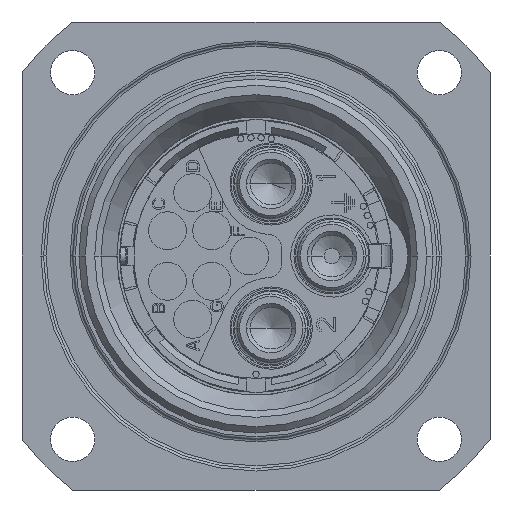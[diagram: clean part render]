
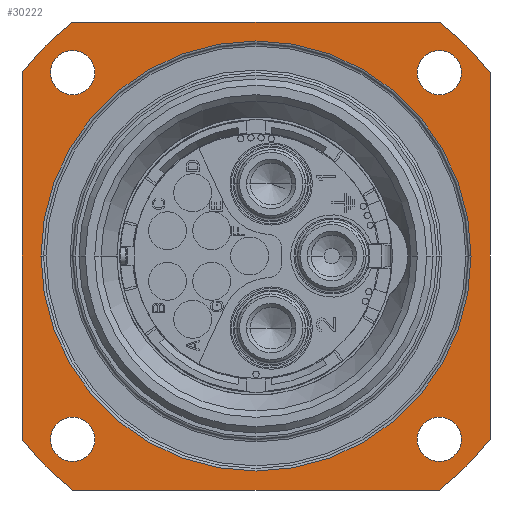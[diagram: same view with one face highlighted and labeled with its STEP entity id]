
A CAD part, left-side view. The second image highlights one B-rep face of the part: STEP entity #30222.
In plain terms, the highlighted planar face has unit normal (-1, 0, 0).
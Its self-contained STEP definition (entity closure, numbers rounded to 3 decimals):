
#2243=CARTESIAN_POINT('',(5.,0.,0.));
#2244=DIRECTION('',(1.,0.,0.));
#2245=DIRECTION('',(0.,1.,0.));
#2246=AXIS2_PLACEMENT_3D('',#2243,#2244,#2245);
#2258=DIRECTION('',(0.,0.,-1.));
#2259=VECTOR('',#2258,28.983);
#2260=CARTESIAN_POINT('',(5.,18.5,14.491));
#2261=LINE('2771',#2260,#2259);
#2262=CARTESIAN_POINT('',(5.,0.,0.));
#2263=DIRECTION('',(1.,0.,0.));
#2264=DIRECTION('',(0.,0.787,0.617));
#2265=AXIS2_PLACEMENT_3D('',#2262,#2263,#2264);
#2267=DIRECTION('',(0.,1.,0.));
#2268=VECTOR('',#2267,28.983);
#2269=CARTESIAN_POINT('',(5.,-14.491,18.5));
#2270=LINE('2774',#2269,#2268);
#2271=CARTESIAN_POINT('',(5.,0.,0.));
#2272=DIRECTION('',(1.,0.,0.));
#2273=DIRECTION('',(0.,-0.617,0.787));
#2274=AXIS2_PLACEMENT_3D('',#2271,#2272,#2273);
#2276=DIRECTION('',(0.,0.,1.));
#2277=VECTOR('',#2276,28.983);
#2278=CARTESIAN_POINT('',(5.,-18.5,-14.491));
#2279=LINE('2773',#2278,#2277);
#2280=CARTESIAN_POINT('',(5.,0.,0.));
#2281=DIRECTION('',(-1.,0.,0.));
#2282=DIRECTION('',(0.,-0.617,-0.787));
#2283=AXIS2_PLACEMENT_3D('',#2280,#2281,#2282);
#2285=DIRECTION('',(0.,-1.,0.));
#2286=VECTOR('',#2285,28.983);
#2287=CARTESIAN_POINT('',(5.,14.491,-18.5));
#2288=LINE('2772',#2287,#2286);
#2289=CARTESIAN_POINT('',(5.,0.,0.));
#2290=DIRECTION('',(-1.,0.,0.));
#2291=DIRECTION('',(0.,0.787,-0.617));
#2292=AXIS2_PLACEMENT_3D('',#2289,#2290,#2291);
#2294=CARTESIAN_POINT('',(5.,14.496,-14.496));
#2295=DIRECTION('',(-1.,0.,0.));
#2296=DIRECTION('',(0.,-1.,0.));
#2297=AXIS2_PLACEMENT_3D('',#2294,#2295,#2296);
#2299=CARTESIAN_POINT('',(5.,14.496,-14.496));
#2300=DIRECTION('',(-1.,0.,0.));
#2301=DIRECTION('',(0.,1.,0.));
#2302=AXIS2_PLACEMENT_3D('',#2299,#2300,#2301);
#2304=CARTESIAN_POINT('',(5.,14.496,14.496));
#2305=DIRECTION('',(-1.,0.,0.));
#2306=DIRECTION('',(0.,-1.,0.));
#2307=AXIS2_PLACEMENT_3D('',#2304,#2305,#2306);
#2309=CARTESIAN_POINT('',(5.,14.496,14.496));
#2310=DIRECTION('',(-1.,0.,0.));
#2311=DIRECTION('',(0.,1.,0.));
#2312=AXIS2_PLACEMENT_3D('',#2309,#2310,#2311);
#2314=CARTESIAN_POINT('',(5.,-14.496,14.496));
#2315=DIRECTION('',(-1.,0.,0.));
#2316=DIRECTION('',(0.,-1.,0.));
#2317=AXIS2_PLACEMENT_3D('',#2314,#2315,#2316);
#2319=CARTESIAN_POINT('',(5.,-14.496,14.496));
#2320=DIRECTION('',(-1.,0.,0.));
#2321=DIRECTION('',(0.,1.,0.));
#2322=AXIS2_PLACEMENT_3D('',#2319,#2320,#2321);
#2324=CARTESIAN_POINT('',(5.,-14.496,-14.496));
#2325=DIRECTION('',(-1.,0.,0.));
#2326=DIRECTION('',(0.,-1.,0.));
#2327=AXIS2_PLACEMENT_3D('',#2324,#2325,#2326);
#2329=CARTESIAN_POINT('',(5.,-14.496,-14.496));
#2330=DIRECTION('',(-1.,0.,0.));
#2331=DIRECTION('',(0.,1.,0.));
#2332=AXIS2_PLACEMENT_3D('',#2329,#2330,#2331);
#2522=CARTESIAN_POINT('',(5.,0.,0.));
#2523=DIRECTION('',(1.,0.,0.));
#2524=DIRECTION('',(0.,-1.,0.));
#2525=AXIS2_PLACEMENT_3D('',#2522,#2523,#2524);
#22472=CARTESIAN_POINT('',(5.,18.5,14.491));
#22473=VERTEX_POINT('',#22472);
#22474=CARTESIAN_POINT('',(5.,-18.5,14.491));
#22475=VERTEX_POINT('',#22474);
#22476=CARTESIAN_POINT('',(5.,14.491,18.5));
#22477=VERTEX_POINT('',#22476);
#22478=CARTESIAN_POINT('',(5.,-14.491,18.5));
#22479=VERTEX_POINT('',#22478);
#22480=CARTESIAN_POINT('',(5.,18.5,-14.491));
#22481=VERTEX_POINT('',#22480);
#22482=CARTESIAN_POINT('',(5.,14.491,-18.5));
#22483=CARTESIAN_POINT('',(5.,-14.491,-18.5));
#22484=VERTEX_POINT('',#22482);
#22485=VERTEX_POINT('',#22483);
#22486=CARTESIAN_POINT('',(5.,-18.5,-14.491));
#22487=VERTEX_POINT('',#22486);
#22492=CARTESIAN_POINT('',(5.,12.746,-14.496));
#22493=CARTESIAN_POINT('',(5.,16.246,-14.496));
#22494=VERTEX_POINT('',#22492);
#22495=VERTEX_POINT('',#22493);
#22500=CARTESIAN_POINT('',(5.,12.746,14.496));
#22501=CARTESIAN_POINT('',(5.,16.246,14.496));
#22502=VERTEX_POINT('',#22500);
#22503=VERTEX_POINT('',#22501);
#22508=CARTESIAN_POINT('',(5.,-16.246,14.496));
#22509=CARTESIAN_POINT('',(5.,-12.746,14.496));
#22510=VERTEX_POINT('',#22508);
#22511=VERTEX_POINT('',#22509);
#22516=CARTESIAN_POINT('',(5.,-16.246,-14.496));
#22517=CARTESIAN_POINT('',(5.,-12.746,-14.496));
#22518=VERTEX_POINT('',#22516);
#22519=VERTEX_POINT('',#22517);
#22544=CARTESIAN_POINT('',(5.,17.,0.));
#22545=CARTESIAN_POINT('',(5.,-17.,0.));
#22546=VERTEX_POINT('',#22544);
#22547=VERTEX_POINT('',#22545);
#30170=CARTESIAN_POINT('',(5.,0.,0.));
#30171=DIRECTION('',(1.,0.,0.));
#30172=DIRECTION('',(0.,-1.,0.));
#30173=AXIS2_PLACEMENT_3D('',#30170,#30171,#30172);
#30174=PLANE('324',#30173);
#30176=ORIENTED_EDGE('2771',*,*,#30175,.F.);
#30178=ORIENTED_EDGE('2781',*,*,#30177,.T.);
#30180=ORIENTED_EDGE('2774',*,*,#30179,.F.);
#30182=ORIENTED_EDGE('2782',*,*,#30181,.T.);
#30184=ORIENTED_EDGE('2773',*,*,#30183,.F.);
#30186=ORIENTED_EDGE('2786',*,*,#30185,.F.);
#30188=ORIENTED_EDGE('2772',*,*,#30187,.F.);
#30190=ORIENTED_EDGE('2785',*,*,#30189,.F.);
#30191=EDGE_LOOP('324',(#30176,#30178,#30180,#30182,#30184,#30186,#30188,
#30190));
#30192=FACE_OUTER_BOUND('324',#30191,.F.);
#30194=ORIENTED_EDGE('2789',*,*,#30193,.T.);
#30196=ORIENTED_EDGE('2790',*,*,#30195,.T.);
#30197=EDGE_LOOP('324',(#30194,#30196));
#30198=FACE_BOUND('324',#30197,.F.);
#30200=ORIENTED_EDGE('2795',*,*,#30199,.T.);
#30202=ORIENTED_EDGE('2796',*,*,#30201,.T.);
#30203=EDGE_LOOP('324',(#30200,#30202));
#30204=FACE_BOUND('324',#30203,.F.);
#30206=ORIENTED_EDGE('2801',*,*,#30205,.T.);
#30208=ORIENTED_EDGE('2802',*,*,#30207,.T.);
#30209=EDGE_LOOP('324',(#30206,#30208));
#30210=FACE_BOUND('324',#30209,.F.);
#30212=ORIENTED_EDGE('2807',*,*,#30211,.T.);
#30214=ORIENTED_EDGE('2808',*,*,#30213,.T.);
#30215=EDGE_LOOP('324',(#30212,#30214));
#30216=FACE_BOUND('324',#30215,.F.);
#30217=ORIENTED_EDGE('2827',*,*,#30153,.F.);
#30219=ORIENTED_EDGE('2829',*,*,#30218,.F.);
#30220=EDGE_LOOP('324',(#30217,#30219));
#30221=FACE_BOUND('324',#30220,.F.);
#2247=CIRCLE('2827',#2246,17.);
#2266=CIRCLE('2781',#2265,23.5);
#2275=CIRCLE('2782',#2274,23.5);
#2284=CIRCLE('2786',#2283,23.5);
#2293=CIRCLE('2785',#2292,23.5);
#2298=CIRCLE('2789',#2297,1.75);
#2303=CIRCLE('2790',#2302,1.75);
#2308=CIRCLE('2795',#2307,1.75);
#2313=CIRCLE('2796',#2312,1.75);
#2318=CIRCLE('2801',#2317,1.75);
#2323=CIRCLE('2802',#2322,1.75);
#2328=CIRCLE('2807',#2327,1.75);
#2333=CIRCLE('2808',#2332,1.75);
#2526=CIRCLE('2829',#2525,17.);
#30153=EDGE_CURVE('2827',#22546,#22547,#2247,.T.);
#30175=EDGE_CURVE('2771',#22473,#22481,#2261,.T.);
#30177=EDGE_CURVE('2781',#22473,#22477,#2266,.T.);
#30179=EDGE_CURVE('2774',#22479,#22477,#2270,.T.);
#30181=EDGE_CURVE('2782',#22479,#22475,#2275,.T.);
#30183=EDGE_CURVE('2773',#22487,#22475,#2279,.T.);
#30185=EDGE_CURVE('2786',#22485,#22487,#2284,.T.);
#30187=EDGE_CURVE('2772',#22484,#22485,#2288,.T.);
#30189=EDGE_CURVE('2785',#22481,#22484,#2293,.T.);
#30193=EDGE_CURVE('2789',#22494,#22495,#2298,.T.);
#30195=EDGE_CURVE('2790',#22495,#22494,#2303,.T.);
#30199=EDGE_CURVE('2795',#22502,#22503,#2308,.T.);
#30201=EDGE_CURVE('2796',#22503,#22502,#2313,.T.);
#30205=EDGE_CURVE('2801',#22510,#22511,#2318,.T.);
#30207=EDGE_CURVE('2802',#22511,#22510,#2323,.T.);
#30211=EDGE_CURVE('2807',#22518,#22519,#2328,.T.);
#30213=EDGE_CURVE('2808',#22519,#22518,#2333,.T.);
#30218=EDGE_CURVE('2829',#22547,#22546,#2526,.T.);
#30222=ADVANCED_FACE('324',(#30192,#30198,#30204,#30210,#30216,#30221),#30174,
.F.);
